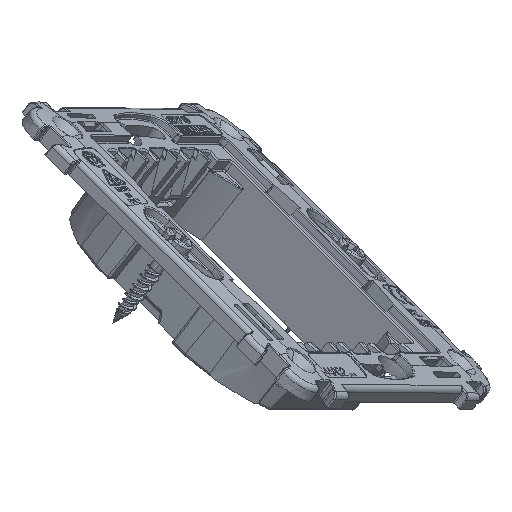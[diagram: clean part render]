
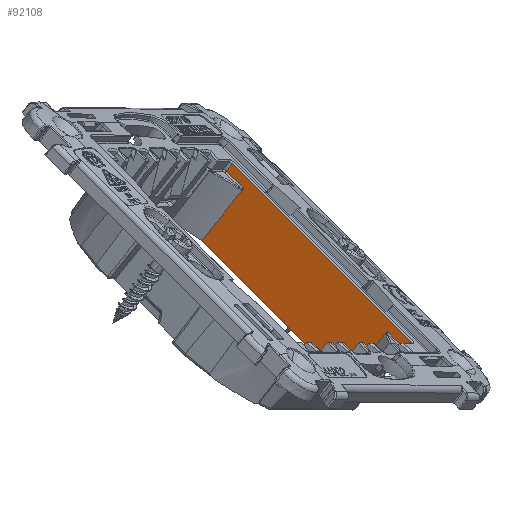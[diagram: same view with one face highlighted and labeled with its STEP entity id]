
A CAD part, isometric view. The second image highlights one B-rep face of the part: STEP entity #92108.
In plain terms, the highlighted face is planar.
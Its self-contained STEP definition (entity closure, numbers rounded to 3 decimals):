
#3596=CARTESIAN_POINT('Vertex',(-22.597,-22.247,0.797)) ;
#3651=CARTESIAN_POINT('Vertex',(-22.597,22.247,0.797)) ;
#3661=CARTESIAN_POINT('Line Origine',(-22.597,0.,0.797)) ;
#22027=CARTESIAN_POINT('Vertex',(-22.583,-22.233,-0.803)) ;
#22030=CARTESIAN_POINT('Line Origine',(-22.541,-22.191,-5.65)) ;
#22055=CARTESIAN_POINT('Vertex',(-22.583,22.233,-0.803)) ;
#22063=CARTESIAN_POINT('Line Origine',(-22.541,22.191,-5.65)) ;
#90356=CARTESIAN_POINT('Vertex',(-22.482,18.,-12.4)) ;
#90359=CARTESIAN_POINT('Line Origine',(-22.482,0.,-12.4)) ;
#90363=CARTESIAN_POINT('Vertex',(-22.482,-18.,-12.4)) ;
#91402=CARTESIAN_POINT('Vertex',(-22.583,17.997,-0.803)) ;
#91412=CARTESIAN_POINT('Line Origine',(-22.583,0.,-0.803)) ;
#91465=CARTESIAN_POINT('Control Point',(-22.581,17.929,-1.1)) ;
#91466=CARTESIAN_POINT('Control Point',(-22.581,17.929,-1.054)) ;
#91467=CARTESIAN_POINT('Control Point',(-22.582,17.928,-1.007)) ;
#91468=CARTESIAN_POINT('Vertex',(-22.581,17.929,-1.1)) ;
#91470=CARTESIAN_POINT('Vertex',(-22.582,17.928,-1.007)) ;
#91474=CARTESIAN_POINT('Control Point',(-22.482,18.,-12.4)) ;
#91475=CARTESIAN_POINT('Control Point',(-22.515,17.976,-8.633)) ;
#91476=CARTESIAN_POINT('Control Point',(-22.548,17.953,-4.867)) ;
#91477=CARTESIAN_POINT('Control Point',(-22.581,17.929,-1.1)) ;
#91668=CARTESIAN_POINT('Control Point',(-22.582,17.928,-1.007)) ;
#91669=CARTESIAN_POINT('Control Point',(-22.582,17.928,-0.924)) ;
#91670=CARTESIAN_POINT('Control Point',(-22.583,17.956,-0.853)) ;
#91671=CARTESIAN_POINT('Control Point',(-22.583,17.997,-0.803)) ;
#92061=CARTESIAN_POINT('Axis2P3D Location',(-22.6,0.,1.1)) ;
#92067=CARTESIAN_POINT('Control Point',(-22.581,-17.929,-1.1)) ;
#92068=CARTESIAN_POINT('Control Point',(-22.581,-17.929,-1.054)) ;
#92069=CARTESIAN_POINT('Control Point',(-22.582,-17.928,-1.007)) ;
#92070=CARTESIAN_POINT('Vertex',(-22.582,-17.928,-1.007)) ;
#92072=CARTESIAN_POINT('Vertex',(-22.581,-17.929,-1.1)) ;
#92076=CARTESIAN_POINT('Control Point',(-22.482,-18.,-12.4)) ;
#92077=CARTESIAN_POINT('Control Point',(-22.515,-17.976,-8.633)) ;
#92078=CARTESIAN_POINT('Control Point',(-22.548,-17.953,-4.867)) ;
#92079=CARTESIAN_POINT('Control Point',(-22.581,-17.929,-1.1)) ;
#92081=CARTESIAN_POINT('Line Origine',(-22.583,0.,-0.803)) ;
#92085=CARTESIAN_POINT('Vertex',(-22.583,-17.997,-0.803)) ;
#92089=CARTESIAN_POINT('Control Point',(-22.582,-17.928,-1.007)) ;
#92090=CARTESIAN_POINT('Control Point',(-22.582,-17.928,-0.924)) ;
#92091=CARTESIAN_POINT('Control Point',(-22.583,-17.956,-0.853)) ;
#92092=CARTESIAN_POINT('Control Point',(-22.583,-17.997,-0.803)) ;
#3662=DIRECTION('Vector Direction',(0.,-1.,0.)) ;
#22031=DIRECTION('Vector Direction',(0.009,0.009,-1.)) ;
#22064=DIRECTION('Vector Direction',(0.009,-0.009,-1.)) ;
#90360=DIRECTION('Vector Direction',(0.,1.,0.)) ;
#91413=DIRECTION('Vector Direction',(0.,1.,0.)) ;
#92062=DIRECTION('Axis2P3D Direction',(-1.,0.,-0.009)) ;
#92063=DIRECTION('Axis2P3D XDirection',(0.,1.,0.)) ;
#92082=DIRECTION('Vector Direction',(0.,1.,0.)) ;
#92064=AXIS2_PLACEMENT_3D('Plane Axis2P3D',#92061,#92062,#92063) ;
#92095=ORIENTED_EDGE('',*,*,#92074,.T.) ;
#92096=ORIENTED_EDGE('',*,*,#92080,.T.) ;
#92097=ORIENTED_EDGE('',*,*,#90365,.F.) ;
#92098=ORIENTED_EDGE('',*,*,#91478,.T.) ;
#92099=ORIENTED_EDGE('',*,*,#91472,.T.) ;
#92100=ORIENTED_EDGE('',*,*,#91672,.F.) ;
#92101=ORIENTED_EDGE('',*,*,#91416,.F.) ;
#92102=ORIENTED_EDGE('',*,*,#22067,.T.) ;
#92103=ORIENTED_EDGE('',*,*,#3665,.T.) ;
#92104=ORIENTED_EDGE('',*,*,#22034,.T.) ;
#92105=ORIENTED_EDGE('',*,*,#92087,.F.) ;
#92106=ORIENTED_EDGE('',*,*,#92093,.F.) ;
#3663=VECTOR('Line Direction',#3662,1.) ;
#22032=VECTOR('Line Direction',#22031,1.) ;
#22065=VECTOR('Line Direction',#22064,1.) ;
#90361=VECTOR('Line Direction',#90360,1.) ;
#91414=VECTOR('Line Direction',#91413,1.) ;
#92083=VECTOR('Line Direction',#92082,1.) ;
#92108=ADVANCED_FACE('PartBody',(#92107),#92065,.F.) ;
#91464=B_SPLINE_CURVE_WITH_KNOTS('',2,(#91465,#91466,#91467),.UNSPECIFIED.,.F.,.U.,(3,3),(0.,0.131),.UNSPECIFIED.) ;
#91473=B_SPLINE_CURVE_WITH_KNOTS('',3,(#91474,#91475,#91476,#91477),.UNSPECIFIED.,.F.,.U.,(4,4),(0.,15.982),.UNSPECIFIED.) ;
#91667=B_SPLINE_CURVE_WITH_KNOTS('',3,(#91668,#91669,#91670,#91671),.UNSPECIFIED.,.F.,.U.,(4,4),(0.,0.396),.UNSPECIFIED.) ;
#92066=B_SPLINE_CURVE_WITH_KNOTS('',2,(#92067,#92068,#92069),.UNSPECIFIED.,.F.,.U.,(3,3),(0.,0.131),.UNSPECIFIED.) ;
#92075=B_SPLINE_CURVE_WITH_KNOTS('',3,(#92076,#92077,#92078,#92079),.UNSPECIFIED.,.F.,.U.,(4,4),(0.,15.982),.UNSPECIFIED.) ;
#92088=B_SPLINE_CURVE_WITH_KNOTS('',3,(#92089,#92090,#92091,#92092),.UNSPECIFIED.,.F.,.U.,(4,4),(0.,0.396),.UNSPECIFIED.) ;
#3665=EDGE_CURVE('',#3652,#3597,#3664,.T.) ;
#22034=EDGE_CURVE('',#3597,#22028,#22033,.T.) ;
#22067=EDGE_CURVE('',#22056,#3652,#22066,.F.) ;
#90365=EDGE_CURVE('',#90357,#90364,#90362,.F.) ;
#91416=EDGE_CURVE('',#22056,#91403,#91415,.F.) ;
#91472=EDGE_CURVE('',#91469,#91471,#91464,.T.) ;
#91478=EDGE_CURVE('',#90357,#91469,#91473,.T.) ;
#91672=EDGE_CURVE('',#91403,#91471,#91667,.F.) ;
#92074=EDGE_CURVE('',#92071,#92073,#92066,.F.) ;
#92080=EDGE_CURVE('',#92073,#90364,#92075,.F.) ;
#92087=EDGE_CURVE('',#92086,#22028,#92084,.F.) ;
#92093=EDGE_CURVE('',#92071,#92086,#92088,.T.) ;
#92094=EDGE_LOOP('',(#92095,#92096,#92097,#92098,#92099,#92100,#92101,#92102,#92103,#92104,#92105,#92106)) ;
#92107=FACE_OUTER_BOUND('',#92094,.T.) ;
#3664=LINE('Line',#3661,#3663) ;
#22033=LINE('Line',#22030,#22032) ;
#22066=LINE('Line',#22063,#22065) ;
#90362=LINE('Line',#90359,#90361) ;
#91415=LINE('Line',#91412,#91414) ;
#92084=LINE('Line',#92081,#92083) ;
#92065=PLANE('',#92064) ;
#3597=VERTEX_POINT('',#3596) ;
#3652=VERTEX_POINT('',#3651) ;
#22028=VERTEX_POINT('',#22027) ;
#22056=VERTEX_POINT('',#22055) ;
#90357=VERTEX_POINT('',#90356) ;
#90364=VERTEX_POINT('',#90363) ;
#91403=VERTEX_POINT('',#91402) ;
#91469=VERTEX_POINT('',#91468) ;
#91471=VERTEX_POINT('',#91470) ;
#92071=VERTEX_POINT('',#92070) ;
#92073=VERTEX_POINT('',#92072) ;
#92086=VERTEX_POINT('',#92085) ;
